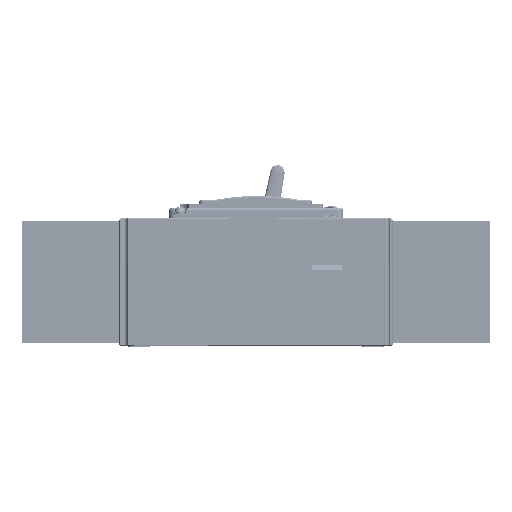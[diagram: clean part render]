
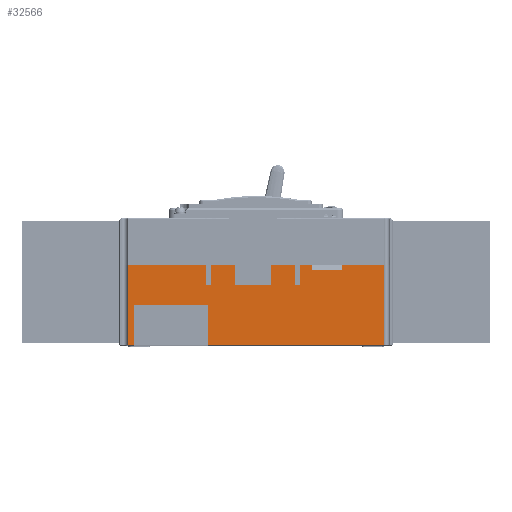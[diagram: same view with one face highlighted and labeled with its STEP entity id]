
A CAD part, left-side view. The second image highlights one B-rep face of the part: STEP entity #32566.
In plain terms, the highlighted planar face has unit normal (-1, 0, 0).
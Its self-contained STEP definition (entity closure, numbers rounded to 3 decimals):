
#1669=DIRECTION('',(0.,0.,1.));
#1670=VECTOR('',#1669,39.5);
#1671=CARTESIAN_POINT('',(-39.,-63.064,0.5));
#1672=LINE('',#1671,#1670);
#1677=DIRECTION('',(0.,-1.,0.));
#1678=VECTOR('',#1677,38.464);
#1679=CARTESIAN_POINT('',(-39.,63.064,40.));
#1680=LINE('',#1679,#1678);
#1681=DIRECTION('',(0.,0.,-1.));
#1682=VECTOR('',#1681,10.);
#1683=CARTESIAN_POINT('',(-39.,24.6,40.));
#1684=LINE('',#1683,#1682);
#1685=DIRECTION('',(0.,-1.,0.));
#1686=VECTOR('',#1685,2.2);
#1687=CARTESIAN_POINT('',(-39.,24.6,30.));
#1688=LINE('',#1687,#1686);
#1689=DIRECTION('',(0.,0.,1.));
#1690=VECTOR('',#1689,10.);
#1691=CARTESIAN_POINT('',(-39.,22.4,30.));
#1692=LINE('',#1691,#1690);
#1693=DIRECTION('',(0.,-1.,0.));
#1694=VECTOR('',#1693,18.);
#1695=CARTESIAN_POINT('',(-39.,10.5,30.));
#1696=LINE('',#1695,#1694);
#1697=DIRECTION('',(0.,0.,1.));
#1698=VECTOR('',#1697,10.);
#1699=CARTESIAN_POINT('',(-39.,-7.5,30.));
#1700=LINE('',#1699,#1698);
#1701=DIRECTION('',(0.,-1.,0.));
#1702=VECTOR('',#1701,2.2);
#1703=CARTESIAN_POINT('',(-39.,-19.4,30.));
#1704=LINE('',#1703,#1702);
#1705=DIRECTION('',(0.,-1.,0.));
#1706=VECTOR('',#1705,5.9);
#1707=CARTESIAN_POINT('',(-39.,-21.6,40.));
#1708=LINE('',#1707,#1706);
#1709=DIRECTION('',(0.,0.,1.));
#1710=VECTOR('',#1709,2.5);
#1711=CARTESIAN_POINT('',(-39.,-42.5,37.5));
#1712=LINE('',#1711,#1710);
#1713=DIRECTION('',(0.,0.,-1.));
#1714=VECTOR('',#1713,19.5);
#1715=CARTESIAN_POINT('',(-39.,60.5,20.));
#1716=LINE('',#1715,#1714);
#1778=DIRECTION('',(0.,1.,0.));
#1779=VECTOR('',#1778,11.9);
#1780=CARTESIAN_POINT('',(-39.,10.5,40.));
#1781=LINE('',#1780,#1779);
#1814=DIRECTION('',(0.,0.,-1.));
#1815=VECTOR('',#1814,39.5);
#1816=CARTESIAN_POINT('',(-39.,63.064,40.));
#1817=LINE('',#1816,#1815);
#1837=DIRECTION('',(0.,-1.,0.));
#1838=VECTOR('',#1837,2.564);
#1839=CARTESIAN_POINT('',(-39.,63.064,0.5));
#1840=LINE('',#1839,#1838);
#1885=DIRECTION('',(0.,0.,-1.));
#1886=VECTOR('',#1885,19.5);
#1887=CARTESIAN_POINT('',(-39.,23.5,20.));
#1888=LINE('',#1887,#1886);
#1889=DIRECTION('',(0.,-1.,0.));
#1890=VECTOR('',#1889,86.564);
#1891=CARTESIAN_POINT('',(-39.,23.5,0.5));
#1892=LINE('',#1891,#1890);
#1897=DIRECTION('',(0.,-1.,0.));
#1898=VECTOR('',#1897,37.);
#1899=CARTESIAN_POINT('',(-39.,60.5,20.));
#1900=LINE('',#1899,#1898);
#4981=DIRECTION('',(0.,1.,0.));
#4982=VECTOR('',#4981,11.9);
#4983=CARTESIAN_POINT('',(-39.,-19.4,40.));
#4984=LINE('',#4983,#4982);
#5046=DIRECTION('',(0.,1.,0.));
#5047=VECTOR('',#5046,20.564);
#5048=CARTESIAN_POINT('',(-39.,-63.064,40.));
#5049=LINE('',#5048,#5047);
#5078=DIRECTION('',(0.,0.,-1.));
#5079=VECTOR('',#5078,10.);
#5080=CARTESIAN_POINT('',(-39.,-21.6,40.));
#5081=LINE('',#5080,#5079);
#5098=DIRECTION('',(0.,0.,1.));
#5099=VECTOR('',#5098,10.);
#5100=CARTESIAN_POINT('',(-39.,-19.4,30.));
#5101=LINE('',#5100,#5099);
#5126=DIRECTION('',(0.,0.,1.));
#5127=VECTOR('',#5126,10.);
#5128=CARTESIAN_POINT('',(-39.,10.5,30.));
#5129=LINE('',#5128,#5127);
#20474=DIRECTION('',(0.,1.,0.));
#20475=VECTOR('',#20474,15.);
#20476=CARTESIAN_POINT('',(-39.,-42.5,37.5));
#20477=LINE('',#20476,#20475);
#20482=DIRECTION('',(0.,0.,1.));
#20483=VECTOR('',#20482,2.5);
#20484=CARTESIAN_POINT('',(-39.,-27.5,37.5));
#20485=LINE('',#20484,#20483);
#24731=CARTESIAN_POINT('',(-39.,-21.6,40.));
#24732=CARTESIAN_POINT('',(-39.,-27.5,40.));
#24733=VERTEX_POINT('',#24731);
#24734=VERTEX_POINT('',#24732);
#24739=CARTESIAN_POINT('',(-39.,-19.4,40.));
#24740=VERTEX_POINT('',#24739);
#24741=CARTESIAN_POINT('',(-39.,-7.5,40.));
#24742=VERTEX_POINT('',#24741);
#24789=CARTESIAN_POINT('',(-39.,-63.064,40.));
#24790=VERTEX_POINT('',#24789);
#24791=CARTESIAN_POINT('',(-39.,-42.5,40.));
#24792=VERTEX_POINT('',#24791);
#24813=CARTESIAN_POINT('',(-39.,24.6,40.));
#24814=VERTEX_POINT('',#24813);
#24815=CARTESIAN_POINT('',(-39.,63.064,40.));
#24816=VERTEX_POINT('',#24815);
#24857=CARTESIAN_POINT('',(-39.,10.5,40.));
#24858=VERTEX_POINT('',#24857);
#24859=CARTESIAN_POINT('',(-39.,22.4,40.));
#24860=VERTEX_POINT('',#24859);
#26864=CARTESIAN_POINT('',(-39.,63.064,0.5));
#26865=VERTEX_POINT('',#26864);
#26866=CARTESIAN_POINT('',(-39.,24.6,30.));
#26867=VERTEX_POINT('',#26866);
#26868=CARTESIAN_POINT('',(-39.,22.4,30.));
#26869=VERTEX_POINT('',#26868);
#26870=CARTESIAN_POINT('',(-39.,10.5,30.));
#26871=VERTEX_POINT('',#26870);
#26872=CARTESIAN_POINT('',(-39.,-7.5,30.));
#26873=VERTEX_POINT('',#26872);
#26874=CARTESIAN_POINT('',(-39.,-19.4,30.));
#26875=VERTEX_POINT('',#26874);
#26876=CARTESIAN_POINT('',(-39.,-21.6,30.));
#26877=VERTEX_POINT('',#26876);
#26878=CARTESIAN_POINT('',(-39.,-27.5,37.5));
#26879=VERTEX_POINT('',#26878);
#26880=CARTESIAN_POINT('',(-39.,-42.5,37.5));
#26881=VERTEX_POINT('',#26880);
#26882=CARTESIAN_POINT('',(-39.,-63.064,0.5));
#26883=VERTEX_POINT('',#26882);
#26884=CARTESIAN_POINT('',(-39.,23.5,0.5));
#26885=VERTEX_POINT('',#26884);
#26886=CARTESIAN_POINT('',(-39.,23.5,20.));
#26887=VERTEX_POINT('',#26886);
#26888=CARTESIAN_POINT('',(-39.,60.5,20.));
#26889=VERTEX_POINT('',#26888);
#26890=CARTESIAN_POINT('',(-39.,60.5,0.5));
#26891=VERTEX_POINT('',#26890);
#32512=CARTESIAN_POINT('',(-39.,67.5,0.));
#32513=DIRECTION('',(-1.,0.,0.));
#32514=DIRECTION('',(0.,-1.,0.));
#32515=AXIS2_PLACEMENT_3D('',#32512,#32513,#32514);
#32516=PLANE('',#32515);
#32518=ORIENTED_EDGE('',*,*,#32517,.T.);
#32520=ORIENTED_EDGE('',*,*,#32519,.T.);
#32522=ORIENTED_EDGE('',*,*,#32521,.T.);
#32524=ORIENTED_EDGE('',*,*,#32523,.T.);
#32526=ORIENTED_EDGE('',*,*,#32525,.F.);
#32528=ORIENTED_EDGE('',*,*,#32527,.F.);
#32530=ORIENTED_EDGE('',*,*,#32529,.T.);
#32532=ORIENTED_EDGE('',*,*,#32531,.T.);
#32534=ORIENTED_EDGE('',*,*,#32533,.F.);
#32536=ORIENTED_EDGE('',*,*,#32535,.F.);
#32538=ORIENTED_EDGE('',*,*,#32537,.T.);
#32540=ORIENTED_EDGE('',*,*,#32539,.F.);
#32542=ORIENTED_EDGE('',*,*,#32541,.T.);
#32544=ORIENTED_EDGE('',*,*,#32543,.F.);
#32546=ORIENTED_EDGE('',*,*,#32545,.F.);
#32548=ORIENTED_EDGE('',*,*,#32547,.T.);
#32550=ORIENTED_EDGE('',*,*,#32549,.F.);
#32551=ORIENTED_EDGE('',*,*,#32497,.F.);
#32553=ORIENTED_EDGE('',*,*,#32552,.F.);
#32555=ORIENTED_EDGE('',*,*,#32554,.F.);
#32557=ORIENTED_EDGE('',*,*,#32556,.F.);
#32559=ORIENTED_EDGE('',*,*,#32558,.T.);
#32561=ORIENTED_EDGE('',*,*,#32560,.F.);
#32563=ORIENTED_EDGE('',*,*,#32562,.F.);
#32564=EDGE_LOOP('',(#32518,#32520,#32522,#32524,#32526,#32528,#32530,#32532,
#32534,#32536,#32538,#32540,#32542,#32544,#32546,#32548,#32550,#32551,#32553,
#32555,#32557,#32559,#32561,#32563));
#32565=FACE_OUTER_BOUND('',#32564,.F.);
#32566=ADVANCED_FACE('',(#32565),#32516,.T.);
#32497=EDGE_CURVE('',#26883,#24790,#1672,.T.);
#32517=EDGE_CURVE('',#24816,#24814,#1680,.T.);
#32519=EDGE_CURVE('',#24814,#26867,#1684,.T.);
#32521=EDGE_CURVE('',#26867,#26869,#1688,.T.);
#32523=EDGE_CURVE('',#26869,#24860,#1692,.T.);
#32525=EDGE_CURVE('',#24858,#24860,#1781,.T.);
#32527=EDGE_CURVE('',#26871,#24858,#5129,.T.);
#32529=EDGE_CURVE('',#26871,#26873,#1696,.T.);
#32531=EDGE_CURVE('',#26873,#24742,#1700,.T.);
#32533=EDGE_CURVE('',#24740,#24742,#4984,.T.);
#32535=EDGE_CURVE('',#26875,#24740,#5101,.T.);
#32537=EDGE_CURVE('',#26875,#26877,#1704,.T.);
#32539=EDGE_CURVE('',#24733,#26877,#5081,.T.);
#32541=EDGE_CURVE('',#24733,#24734,#1708,.T.);
#32543=EDGE_CURVE('',#26879,#24734,#20485,.T.);
#32545=EDGE_CURVE('',#26881,#26879,#20477,.T.);
#32547=EDGE_CURVE('',#26881,#24792,#1712,.T.);
#32549=EDGE_CURVE('',#24790,#24792,#5049,.T.);
#32552=EDGE_CURVE('',#26885,#26883,#1892,.T.);
#32554=EDGE_CURVE('',#26887,#26885,#1888,.T.);
#32556=EDGE_CURVE('',#26889,#26887,#1900,.T.);
#32558=EDGE_CURVE('',#26889,#26891,#1716,.T.);
#32560=EDGE_CURVE('',#26865,#26891,#1840,.T.);
#32562=EDGE_CURVE('',#24816,#26865,#1817,.T.);
